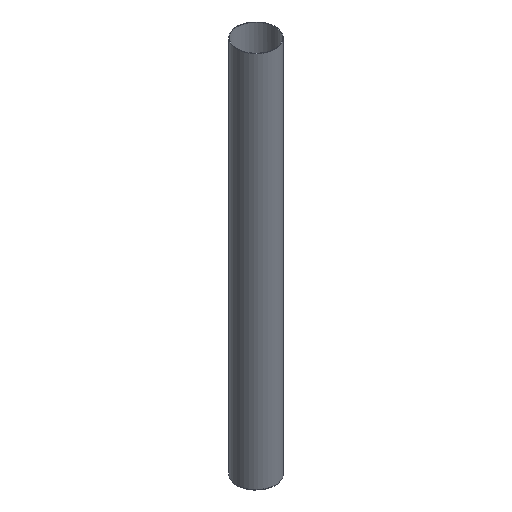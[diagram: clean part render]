
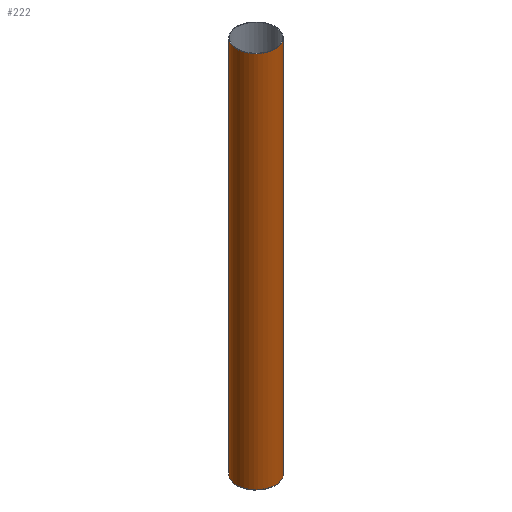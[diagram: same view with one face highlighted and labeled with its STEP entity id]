
A CAD part, isometric view. The second image highlights one B-rep face of the part: STEP entity #222.
In plain terms, the highlighted cylindrical face has radius 60 mm (diameter 120 mm), a full revolution.
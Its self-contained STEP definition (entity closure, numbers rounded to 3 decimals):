
#16=FACE_BOUND('',#64,.T.);
#20=CIRCLE('',#243,60.);
#22=CIRCLE('',#249,60.);
#25=CIRCLE('',#255,60.);
#26=CIRCLE('',#256,60.);
#28=B_SPLINE_CURVE_WITH_KNOTS('',3,(#342,#343,#344,#345,#346,#347,#348,
#349,#350,#351,#352,#353,#354,#355),.UNSPECIFIED.,.F.,.F.,(4,2,2,2,2,2,
4),(0.866,1.135,1.404,1.593,
1.687,1.782,1.782),.UNSPECIFIED.);
#30=B_SPLINE_CURVE_WITH_KNOTS('',3,(#381,#382,#383,#384,#385,#386,#387,
#388,#389,#390,#391,#392,#393,#394,#395),.UNSPECIFIED.,.F.,.F.,(4,3,2,2,
2,2,4),(0.,0.,0.094,0.189,0.378,
0.647,0.915),.UNSPECIFIED.);
#32=B_SPLINE_CURVE_WITH_KNOTS('',3,(#421,#422,#423,#424,#425,#426,#427,
#428,#429,#430,#431,#432,#433,#434),.UNSPECIFIED.,.F.,.F.,(4,2,2,2,2,2,
4),(1.782,1.782,1.876,1.97,
2.159,2.428,2.697),.UNSPECIFIED.);
#34=B_SPLINE_CURVE_WITH_KNOTS('',3,(#456,#457,#458,#459,#460,#461,#462,
#463,#464,#465,#466,#467,#468,#469),.UNSPECIFIED.,.F.,.F.,(4,2,2,2,2,2,
4),(-0.915,-0.915,-0.647,-0.378,
-0.189,-0.094,0.),.UNSPECIFIED.);
#40=CYLINDRICAL_SURFACE('',#254,60.);
#50=FACE_OUTER_BOUND('',#63,.T.);
#63=EDGE_LOOP('',(#191,#192,#193,#194));
#64=EDGE_LOOP('',(#195,#196,#197,#198,#199,#200,#201,#202));
#71=LINE('',#323,#85);
#77=LINE('',#401,#91);
#82=LINE('',#480,#96);
#85=VECTOR('',#265,10.);
#91=VECTOR('',#283,10.);
#96=VECTOR('',#308,60.);
#99=VERTEX_POINT('',#320);
#100=VERTEX_POINT('',#322);
#102=VERTEX_POINT('',#341);
#104=VERTEX_POINT('',#360);
#106=VERTEX_POINT('',#380);
#108=VERTEX_POINT('',#400);
#110=VERTEX_POINT('',#419);
#112=VERTEX_POINT('',#438);
#115=VERTEX_POINT('',#477);
#116=VERTEX_POINT('',#479);
#119=EDGE_CURVE('',#100,#99,#71,.T.);
#122=EDGE_CURVE('',#102,#100,#28,.T.);
#125=EDGE_CURVE('',#104,#102,#20,.T.);
#128=EDGE_CURVE('',#106,#104,#30,.T.);
#131=EDGE_CURVE('',#108,#106,#77,.T.);
#135=EDGE_CURVE('',#99,#110,#32,.T.);
#138=EDGE_CURVE('',#110,#112,#22,.T.);
#140=EDGE_CURVE('',#112,#108,#34,.T.);
#144=EDGE_CURVE('',#115,#115,#25,.T.);
#145=EDGE_CURVE('',#115,#116,#82,.T.);
#146=EDGE_CURVE('',#116,#116,#26,.T.);
#191=ORIENTED_EDGE('',*,*,#144,.F.);
#192=ORIENTED_EDGE('',*,*,#145,.T.);
#193=ORIENTED_EDGE('',*,*,#146,.F.);
#194=ORIENTED_EDGE('',*,*,#145,.F.);
#195=ORIENTED_EDGE('',*,*,#131,.T.);
#196=ORIENTED_EDGE('',*,*,#128,.T.);
#197=ORIENTED_EDGE('',*,*,#125,.T.);
#198=ORIENTED_EDGE('',*,*,#122,.T.);
#199=ORIENTED_EDGE('',*,*,#119,.T.);
#200=ORIENTED_EDGE('',*,*,#135,.T.);
#201=ORIENTED_EDGE('',*,*,#138,.T.);
#202=ORIENTED_EDGE('',*,*,#140,.T.);
#222=ADVANCED_FACE('',(#50,#16),#40,.T.);
#243=AXIS2_PLACEMENT_3D('',#361,#274,#275);
#249=AXIS2_PLACEMENT_3D('',#440,#293,#294);
#254=AXIS2_PLACEMENT_3D('',#476,#304,#305);
#255=AXIS2_PLACEMENT_3D('',#478,#306,#307);
#256=AXIS2_PLACEMENT_3D('',#481,#309,#310);
#265=DIRECTION('',(0.,0.,-1.));
#274=DIRECTION('center_axis',(0.,0.,1.));
#275=DIRECTION('ref_axis',(1.,0.,0.));
#283=DIRECTION('',(0.,0.,1.));
#293=DIRECTION('center_axis',(0.,0.,-1.));
#294=DIRECTION('ref_axis',(1.,0.,0.));
#304=DIRECTION('center_axis',(0.,0.,-1.));
#305=DIRECTION('ref_axis',(1.,0.,0.));
#306=DIRECTION('center_axis',(0.,0.,-1.));
#307=DIRECTION('ref_axis',(1.,0.,0.));
#308=DIRECTION('',(0.,0.,1.));
#309=DIRECTION('center_axis',(0.,0.,1.));
#310=DIRECTION('ref_axis',(1.,0.,0.));
#320=CARTESIAN_POINT('',(39.686,45.,-670.));
#322=CARTESIAN_POINT('',(39.686,45.,-455.));
#323=CARTESIAN_POINT('',(39.686,45.,0.));
#341=CARTESIAN_POINT('',(44.721,40.,-450.));
#342=CARTESIAN_POINT('Ctrl Pts',(44.721,40.,-450.));
#343=CARTESIAN_POINT('Ctrl Pts',(44.124,40.668,-450.));
#344=CARTESIAN_POINT('Ctrl Pts',(43.462,41.375,-450.14));
#345=CARTESIAN_POINT('Ctrl Pts',(42.179,42.682,-450.72));
#346=CARTESIAN_POINT('Ctrl Pts',(41.557,43.284,-451.159));
#347=CARTESIAN_POINT('Ctrl Pts',(40.681,44.105,-452.1));
#348=CARTESIAN_POINT('Ctrl Pts',(40.329,44.426,-452.596));
#349=CARTESIAN_POINT('Ctrl Pts',(39.954,44.762,-453.447));
#350=CARTESIAN_POINT('Ctrl Pts',(39.855,44.851,-453.748));
#351=CARTESIAN_POINT('Ctrl Pts',(39.721,44.97,-454.367));
#352=CARTESIAN_POINT('Ctrl Pts',(39.686,45.,-454.685));
#353=CARTESIAN_POINT('Ctrl Pts',(39.686,45.,-455.));
#354=CARTESIAN_POINT('Ctrl Pts',(39.686,45.,-455.));
#355=CARTESIAN_POINT('Ctrl Pts',(39.686,45.,-455.));
#360=CARTESIAN_POINT('',(44.721,-40.,-450.));
#361=CARTESIAN_POINT('Origin',(0.,0.,-450.));
#380=CARTESIAN_POINT('',(39.686,-45.,-455.));
#381=CARTESIAN_POINT('Ctrl Pts',(39.686,-45.,-455.));
#382=CARTESIAN_POINT('Ctrl Pts',(39.686,-45.,-455.));
#383=CARTESIAN_POINT('Ctrl Pts',(39.686,-45.,-455.));
#384=CARTESIAN_POINT('Ctrl Pts',(39.686,-45.,-455.));
#385=CARTESIAN_POINT('Ctrl Pts',(39.686,-45.,-454.685));
#386=CARTESIAN_POINT('Ctrl Pts',(39.721,-44.97,-454.367));
#387=CARTESIAN_POINT('Ctrl Pts',(39.855,-44.851,-453.748));
#388=CARTESIAN_POINT('Ctrl Pts',(39.954,-44.762,-453.447));
#389=CARTESIAN_POINT('Ctrl Pts',(40.329,-44.426,-452.596));
#390=CARTESIAN_POINT('Ctrl Pts',(40.681,-44.105,-452.1));
#391=CARTESIAN_POINT('Ctrl Pts',(41.557,-43.284,-451.159));
#392=CARTESIAN_POINT('Ctrl Pts',(42.179,-42.682,-450.72));
#393=CARTESIAN_POINT('Ctrl Pts',(43.462,-41.375,-450.14));
#394=CARTESIAN_POINT('Ctrl Pts',(44.124,-40.668,-450.));
#395=CARTESIAN_POINT('Ctrl Pts',(44.721,-40.,-450.));
#400=CARTESIAN_POINT('',(39.686,-45.,-670.));
#401=CARTESIAN_POINT('',(39.686,-45.,0.));
#419=CARTESIAN_POINT('',(44.721,40.,-675.));
#421=CARTESIAN_POINT('Ctrl Pts',(39.686,45.,-670.));
#422=CARTESIAN_POINT('Ctrl Pts',(39.686,45.,-670.));
#423=CARTESIAN_POINT('Ctrl Pts',(39.686,45.,-670.));
#424=CARTESIAN_POINT('Ctrl Pts',(39.686,45.,-670.315));
#425=CARTESIAN_POINT('Ctrl Pts',(39.721,44.97,-670.633));
#426=CARTESIAN_POINT('Ctrl Pts',(39.855,44.851,-671.252));
#427=CARTESIAN_POINT('Ctrl Pts',(39.954,44.762,-671.553));
#428=CARTESIAN_POINT('Ctrl Pts',(40.329,44.426,-672.404));
#429=CARTESIAN_POINT('Ctrl Pts',(40.681,44.105,-672.9));
#430=CARTESIAN_POINT('Ctrl Pts',(41.557,43.284,-673.841));
#431=CARTESIAN_POINT('Ctrl Pts',(42.179,42.682,-674.28));
#432=CARTESIAN_POINT('Ctrl Pts',(43.462,41.375,-674.86));
#433=CARTESIAN_POINT('Ctrl Pts',(44.124,40.668,-675.));
#434=CARTESIAN_POINT('Ctrl Pts',(44.721,40.,-675.));
#438=CARTESIAN_POINT('',(44.721,-40.,-675.));
#440=CARTESIAN_POINT('Origin',(0.,0.,-675.));
#456=CARTESIAN_POINT('Ctrl Pts',(44.721,-40.,-675.));
#457=CARTESIAN_POINT('Ctrl Pts',(44.721,-40.,-675.));
#458=CARTESIAN_POINT('Ctrl Pts',(44.721,-40.,-675.));
#459=CARTESIAN_POINT('Ctrl Pts',(44.124,-40.668,-675.));
#460=CARTESIAN_POINT('Ctrl Pts',(43.462,-41.375,-674.86));
#461=CARTESIAN_POINT('Ctrl Pts',(42.179,-42.682,-674.28));
#462=CARTESIAN_POINT('Ctrl Pts',(41.557,-43.284,-673.841));
#463=CARTESIAN_POINT('Ctrl Pts',(40.681,-44.105,-672.9));
#464=CARTESIAN_POINT('Ctrl Pts',(40.329,-44.426,-672.404));
#465=CARTESIAN_POINT('Ctrl Pts',(39.954,-44.762,-671.553));
#466=CARTESIAN_POINT('Ctrl Pts',(39.855,-44.851,-671.252));
#467=CARTESIAN_POINT('Ctrl Pts',(39.721,-44.97,-670.633));
#468=CARTESIAN_POINT('Ctrl Pts',(39.686,-45.,-670.315));
#469=CARTESIAN_POINT('Ctrl Pts',(39.686,-45.,-670.));
#476=CARTESIAN_POINT('Origin',(0.,0.,0.));
#477=CARTESIAN_POINT('',(-60.,0.,-1169.));
#478=CARTESIAN_POINT('Origin',(0.,0.,-1169.));
#479=CARTESIAN_POINT('',(-60.,0.,0.));
#480=CARTESIAN_POINT('',(-60.,0.,0.));
#481=CARTESIAN_POINT('Origin',(0.,0.,0.));
